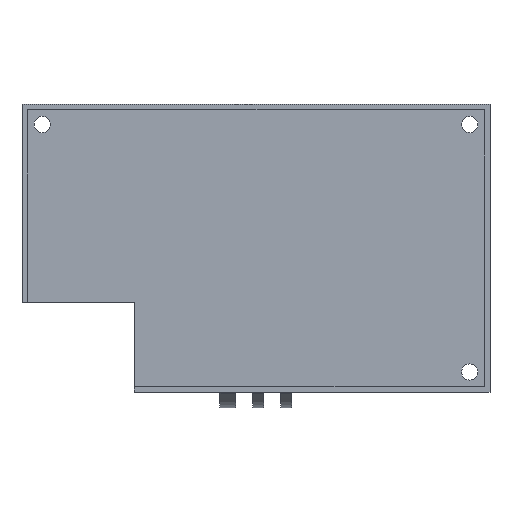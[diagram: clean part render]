
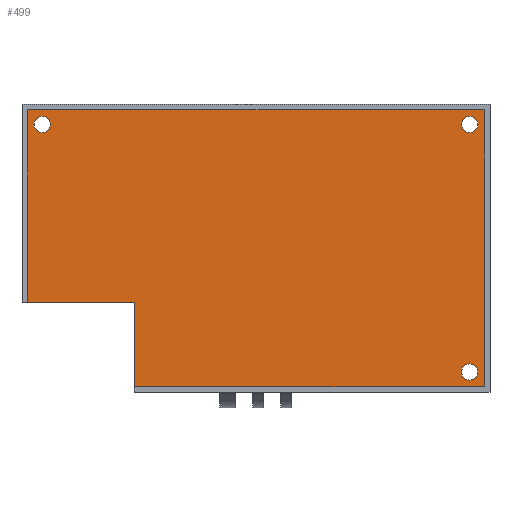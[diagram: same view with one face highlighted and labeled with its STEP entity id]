
A CAD part, front view. The second image highlights one B-rep face of the part: STEP entity #499.
In plain terms, the highlighted planar face has unit normal (0, -1, 0).
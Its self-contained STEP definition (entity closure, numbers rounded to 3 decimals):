
#50 = CARTESIAN_POINT ( 'NONE',  ( 50.75, 0., -30.75 ) ) ;
#101 = CARTESIAN_POINT ( 'NONE',  ( 50.75, 0., -30.75 ) ) ;
#105 = ORIENTED_EDGE ( 'NONE', *, *, #465, .T. ) ;
#109 = VERTEX_POINT ( 'NONE', #1626 ) ;
#126 = FACE_BOUND ( 'NONE', #1397, .T. ) ;
#160 = AXIS2_PLACEMENT_3D ( 'NONE', #876, #1028, #1011 ) ;
#161 = DIRECTION ( 'NONE',  ( 0., 0., -1. ) ) ;
#162 = AXIS2_PLACEMENT_3D ( 'NONE', #1590, #761, #1717 ) ;
#166 = DIRECTION ( 'NONE',  ( 0., -1., 0. ) ) ;
#253 = DIRECTION ( 'NONE',  ( -1., 0., 0. ) ) ;
#261 = CIRCLE ( 'NONE', #989, 1.8 ) ;
#271 = DIRECTION ( 'NONE',  ( -1., 0., 0. ) ) ;
#289 = VECTOR ( 'NONE', #593, 1000. ) ;
#299 = EDGE_CURVE ( 'NONE', #529, #1728, #493, .T. ) ;
#308 = CARTESIAN_POINT ( 'NONE',  ( 47.5, 0., 29.3 ) ) ;
#313 = VERTEX_POINT ( 'NONE', #400 ) ;
#315 = VERTEX_POINT ( 'NONE', #973 ) ;
#360 = PLANE ( 'NONE',  #1802 ) ;
#368 = CARTESIAN_POINT ( 'NONE',  ( -27., 0., -30.75 ) ) ;
#371 = EDGE_CURVE ( 'NONE', #1728, #529, #1788, .T. ) ;
#389 = DIRECTION ( 'NONE',  ( 0., 1., 0. ) ) ;
#400 = CARTESIAN_POINT ( 'NONE',  ( -50.75, 0., -12. ) ) ;
#411 = CARTESIAN_POINT ( 'NONE',  ( 50.75, 0., 30.75 ) ) ;
#458 = DIRECTION ( 'NONE',  ( 0., 0., 1. ) ) ;
#465 = EDGE_CURVE ( 'NONE', #1332, #315, #974, .T. ) ;
#476 = ORIENTED_EDGE ( 'NONE', *, *, #1128, .T. ) ;
#481 = AXIS2_PLACEMENT_3D ( 'NONE', #1814, #484, #458 ) ;
#484 = DIRECTION ( 'NONE',  ( 0., 1., 0. ) ) ;
#490 = EDGE_CURVE ( 'NONE', #109, #313, #1266, .T. ) ;
#493 = CIRCLE ( 'NONE', #481, 1.8 ) ;
#499 = ADVANCED_FACE ( 'NONE', ( #1214, #126, #840, #517 ), #360, .T. ) ;
#507 = CIRCLE ( 'NONE', #709, 1.8 ) ;
#517 = FACE_BOUND ( 'NONE', #757, .T. ) ;
#519 = CARTESIAN_POINT ( 'NONE',  ( 47.5, 0., 27.5 ) ) ;
#529 = VERTEX_POINT ( 'NONE', #993 ) ;
#533 = DIRECTION ( 'NONE',  ( 0., 0., 1. ) ) ;
#558 = ORIENTED_EDGE ( 'NONE', *, *, #673, .T. ) ;
#576 = DIRECTION ( 'NONE',  ( 0., 0., 1. ) ) ;
#583 = ORIENTED_EDGE ( 'NONE', *, *, #299, .T. ) ;
#593 = DIRECTION ( 'NONE',  ( 0., 0., 1. ) ) ;
#596 = EDGE_CURVE ( 'NONE', #1484, #1705, #672, .T. ) ;
#672 = LINE ( 'NONE', #1462, #289 ) ;
#673 = EDGE_CURVE ( 'NONE', #1705, #109, #1562, .T. ) ;
#686 = DIRECTION ( 'NONE',  ( 0., 1., 0. ) ) ;
#697 = CARTESIAN_POINT ( 'NONE',  ( 47.5, 0., 25.7 ) ) ;
#709 = AXIS2_PLACEMENT_3D ( 'NONE', #1030, #686, #576 ) ;
#734 = LINE ( 'NONE', #50, #1060 ) ;
#745 = VERTEX_POINT ( 'NONE', #1081 ) ;
#757 = EDGE_LOOP ( 'NONE', ( #1213, #583 ) ) ;
#761 = DIRECTION ( 'NONE',  ( 0., 1., 0. ) ) ;
#767 = CARTESIAN_POINT ( 'NONE',  ( -27., 0., -32. ) ) ;
#833 = AXIS2_PLACEMENT_3D ( 'NONE', #1165, #1145, #533 ) ;
#840 = FACE_BOUND ( 'NONE', #1336, .T. ) ;
#847 = VERTEX_POINT ( 'NONE', #697 ) ;
#849 = ORIENTED_EDGE ( 'NONE', *, *, #1182, .T. ) ;
#860 = CIRCLE ( 'NONE', #162, 1.8 ) ;
#873 = EDGE_CURVE ( 'NONE', #745, #313, #919, .T. ) ;
#876 = CARTESIAN_POINT ( 'NONE',  ( 47.5, 0., -27.5 ) ) ;
#883 = CARTESIAN_POINT ( 'NONE',  ( -47.5, 0., 29.3 ) ) ;
#888 = ORIENTED_EDGE ( 'NONE', *, *, #873, .F. ) ;
#895 = DIRECTION ( 'NONE',  ( 0., 0., -1. ) ) ;
#896 = DIRECTION ( 'NONE',  ( 0., 0., -1. ) ) ;
#900 = VECTOR ( 'NONE', #253, 1000. ) ;
#919 = LINE ( 'NONE', #1117, #1264 ) ;
#943 = DIRECTION ( 'NONE',  ( 0., 0., 1. ) ) ;
#961 = CARTESIAN_POINT ( 'NONE',  ( -50.75, 0., -30.75 ) ) ;
#973 = CARTESIAN_POINT ( 'NONE',  ( 47.5, 0., -25.7 ) ) ;
#974 = CIRCLE ( 'NONE', #160, 1.8 ) ;
#989 = AXIS2_PLACEMENT_3D ( 'NONE', #519, #389, #943 ) ;
#993 = CARTESIAN_POINT ( 'NONE',  ( -47.5, 0., 25.7 ) ) ;
#1011 = DIRECTION ( 'NONE',  ( 0., 0., 1. ) ) ;
#1023 = VERTEX_POINT ( 'NONE', #308 ) ;
#1028 = DIRECTION ( 'NONE',  ( 0., 1., 0. ) ) ;
#1030 = CARTESIAN_POINT ( 'NONE',  ( 47.5, 0., -27.5 ) ) ;
#1053 = DIRECTION ( 'NONE',  ( 1., 0., 0. ) ) ;
#1060 = VECTOR ( 'NONE', #1053, 1000. ) ;
#1081 = CARTESIAN_POINT ( 'NONE',  ( -27., 0., -12. ) ) ;
#1096 = EDGE_LOOP ( 'NONE', ( #1582, #849, #1647, #558, #1155, #888 ) ) ;
#1117 = CARTESIAN_POINT ( 'NONE',  ( 0., 0., -12. ) ) ;
#1128 = EDGE_CURVE ( 'NONE', #1023, #847, #860, .T. ) ;
#1144 = LINE ( 'NONE', #767, #1521 ) ;
#1145 = DIRECTION ( 'NONE',  ( 0., 1., 0. ) ) ;
#1155 = ORIENTED_EDGE ( 'NONE', *, *, #490, .T. ) ;
#1157 = EDGE_CURVE ( 'NONE', #745, #1284, #1144, .T. ) ;
#1165 = CARTESIAN_POINT ( 'NONE',  ( -47.5, 0., 27.5 ) ) ;
#1182 = EDGE_CURVE ( 'NONE', #1284, #1484, #734, .T. ) ;
#1211 = CARTESIAN_POINT ( 'NONE',  ( 50.75, 0., 30.75 ) ) ;
#1213 = ORIENTED_EDGE ( 'NONE', *, *, #371, .T. ) ;
#1214 = FACE_OUTER_BOUND ( 'NONE', #1096, .T. ) ;
#1264 = VECTOR ( 'NONE', #271, 1000. ) ;
#1266 = LINE ( 'NONE', #961, #1583 ) ;
#1284 = VERTEX_POINT ( 'NONE', #368 ) ;
#1332 = VERTEX_POINT ( 'NONE', #1628 ) ;
#1336 = EDGE_LOOP ( 'NONE', ( #476, #1727 ) ) ;
#1397 = EDGE_LOOP ( 'NONE', ( #1790, #105 ) ) ;
#1451 = CARTESIAN_POINT ( 'NONE',  ( 0., 0., 0. ) ) ;
#1462 = CARTESIAN_POINT ( 'NONE',  ( 50.75, 0., -30.75 ) ) ;
#1484 = VERTEX_POINT ( 'NONE', #101 ) ;
#1521 = VECTOR ( 'NONE', #895, 1000. ) ;
#1562 = LINE ( 'NONE', #1211, #900 ) ;
#1582 = ORIENTED_EDGE ( 'NONE', *, *, #1157, .T. ) ;
#1583 = VECTOR ( 'NONE', #896, 1000. ) ;
#1590 = CARTESIAN_POINT ( 'NONE',  ( 47.5, 0., 27.5 ) ) ;
#1626 = CARTESIAN_POINT ( 'NONE',  ( -50.75, 0., 30.75 ) ) ;
#1628 = CARTESIAN_POINT ( 'NONE',  ( 47.5, 0., -29.3 ) ) ;
#1647 = ORIENTED_EDGE ( 'NONE', *, *, #596, .T. ) ;
#1652 = EDGE_CURVE ( 'NONE', #847, #1023, #261, .T. ) ;
#1705 = VERTEX_POINT ( 'NONE', #411 ) ;
#1712 = EDGE_CURVE ( 'NONE', #315, #1332, #507, .T. ) ;
#1717 = DIRECTION ( 'NONE',  ( 0., 0., 1. ) ) ;
#1727 = ORIENTED_EDGE ( 'NONE', *, *, #1652, .T. ) ;
#1728 = VERTEX_POINT ( 'NONE', #883 ) ;
#1788 = CIRCLE ( 'NONE', #833, 1.8 ) ;
#1790 = ORIENTED_EDGE ( 'NONE', *, *, #1712, .T. ) ;
#1802 = AXIS2_PLACEMENT_3D ( 'NONE', #1451, #166, #161 ) ;
#1814 = CARTESIAN_POINT ( 'NONE',  ( -47.5, 0., 27.5 ) ) ;
